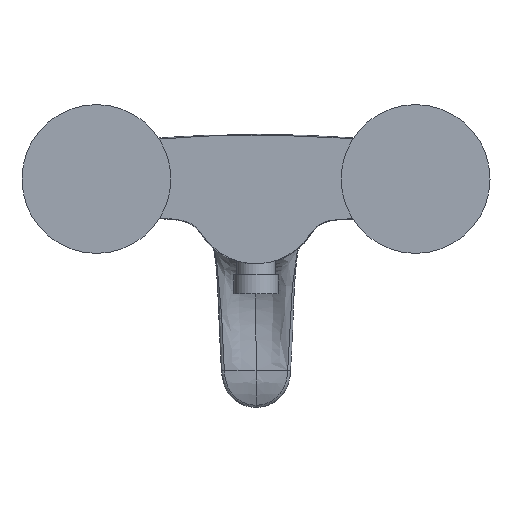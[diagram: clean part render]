
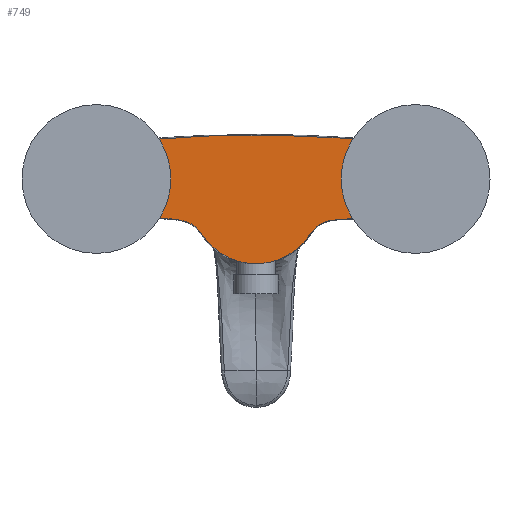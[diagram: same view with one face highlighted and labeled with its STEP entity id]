
A CAD part, left-side view. The second image highlights one B-rep face of the part: STEP entity #749.
In plain terms, the highlighted planar face has unit normal (-1, 0, 0).
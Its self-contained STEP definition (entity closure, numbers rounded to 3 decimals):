
#40=B_SPLINE_CURVE_WITH_KNOTS('',3,(#2362,#2363,#2364,#2365,#2366,#2367,
#2368,#2369,#2370,#2371,#2372,#2373,#2374,#2375,#2376,#2377,#2378,#2379,
#2380,#2381,#2382,#2383,#2384,#2385,#2386,#2387,#2388,#2389,#2390,#2391,
#2392,#2393,#2394,#2395,#2396,#2397,#2398,#2399,#2400,#2401,#2402,#2403,
#2404,#2405,#2406,#2407,#2408,#2409,#2410,#2411,#2412,#2413,#2414,#2415,
#2416,#2417,#2418,#2419,#2420,#2421,#2422,#2423,#2424,#2425,#2426,#2427,
#2428,#2429,#2430,#2431,#2432,#2433,#2434,#2435,#2436,#2437,#2438,#2439,
#2440,#2441,#2442,#2443,#2444,#2445,#2446,#2447,#2448,#2449,#2450,#2451,
#2452),.UNSPECIFIED.,.T.,.F.,(1,1,1,1,1,1,1,1,1,1,1,1,1,1,1,1,1,1,1,1,1,
1,1,1,1,1,1,1,1,1,1,1,1,1,1,1,1,1,1,1,1,1,1,1,1,1,1,1,1,1,1,1,1,1,1,1,1,
1,1,1,1,1,1,1,1,1,1,1,1,1,1,1,1,1,1,1,1,1,1,1,1,1,1,1,1,1,1,1,1,1,1,1,1,
1,1),(-0.006,-0.003,-0.002,0.,
0.002,0.003,0.006,0.009,
0.013,0.019,0.025,0.031,
0.038,0.044,0.047,0.05,
0.053,0.056,0.06,0.063,
0.066,0.069,0.072,0.075,
0.081,0.088,0.091,0.094,
0.097,0.1,0.103,0.107,
0.113,0.116,0.119,0.122,
0.125,0.127,0.128,0.132,0.135,
0.138,0.144,0.15,0.157,
0.163,0.169,0.172,0.175,
0.179,0.182,0.185,0.188,
0.194,0.2,0.204,0.207,
0.21,0.213,0.215,0.216,
0.219,0.222,0.226,0.232,0.238,
0.244,0.251,0.263,0.276,
0.288,0.301,0.313,0.326,
0.338,0.345,0.351,0.357,
0.36,0.363,0.367,0.37,
0.373,0.376,0.382,0.385,
0.388,0.392,0.395,0.398,
0.399,0.401,0.403,0.404,
0.407),.UNSPECIFIED.);
#296=ORIENTED_EDGE('',*,*,#422,.T.);
#422=EDGE_CURVE('',#505,#505,#40,.T.);
#505=VERTEX_POINT('',#2453);
#596=EDGE_LOOP('',(#296));
#663=FACE_BOUND('',#596,.T.);
#716=PLANE('',#1034);
#749=ADVANCED_FACE('',(#663),#716,.F.);
#1034=AXIS2_PLACEMENT_3D('',#2483,#1172,#1173);
#1172=DIRECTION('',(1.,0.,0.));
#1173=DIRECTION('',(0.,0.,-1.));
#2362=CARTESIAN_POINT('',(-13.,85.039,-11.191));
#2363=CARTESIAN_POINT('',(-13.,83.786,-12.341));
#2364=CARTESIAN_POINT('',(-13.,82.539,-13.267));
#2365=CARTESIAN_POINT('',(-13.,80.746,-14.35));
#2366=CARTESIAN_POINT('',(-13.,78.285,-15.345));
#2367=CARTESIAN_POINT('',(-13.,75.225,-15.989));
#2368=CARTESIAN_POINT('',(-13.,71.107,-16.522));
#2369=CARTESIAN_POINT('',(-13.,65.944,-17.097));
#2370=CARTESIAN_POINT('',(-13.,59.734,-17.697));
#2371=CARTESIAN_POINT('',(-13.,53.51,-18.098));
#2372=CARTESIAN_POINT('',(-13.,47.278,-18.351));
#2373=CARTESIAN_POINT('',(-13.,42.083,-18.548));
#2374=CARTESIAN_POINT('',(-13.,37.944,-18.902));
#2375=CARTESIAN_POINT('',(-13.,34.854,-19.381));
#2376=CARTESIAN_POINT('',(-13.,31.86,-20.248));
#2377=CARTESIAN_POINT('',(-13.,29.116,-21.775));
#2378=CARTESIAN_POINT('',(-13.,26.896,-24.));
#2379=CARTESIAN_POINT('',(-13.,25.081,-26.609));
#2380=CARTESIAN_POINT('',(-13.,23.168,-29.125));
#2381=CARTESIAN_POINT('',(-13.,21.004,-31.404));
#2382=CARTESIAN_POINT('',(-13.,18.629,-33.471));
#2383=CARTESIAN_POINT('',(-13.,15.105,-35.934));
#2384=CARTESIAN_POINT('',(-13.,10.337,-38.251));
#2385=CARTESIAN_POINT('',(-13.,5.093,-39.534));
#2386=CARTESIAN_POINT('',(-13.,0.877,-39.876));
#2387=CARTESIAN_POINT('',(-13.,-2.323,-39.801));
#2388=CARTESIAN_POINT('',(-13.,-5.516,-39.383));
#2389=CARTESIAN_POINT('',(-13.,-8.601,-38.641));
#2390=CARTESIAN_POINT('',(-13.,-11.607,-37.576));
#2391=CARTESIAN_POINT('',(-13.,-15.486,-35.712));
#2392=CARTESIAN_POINT('',(-13.,-18.958,-33.303));
#2393=CARTESIAN_POINT('',(-13.,-22.072,-30.333));
#2394=CARTESIAN_POINT('',(-13.,-24.166,-27.904));
#2395=CARTESIAN_POINT('',(-13.,-25.993,-25.239));
#2396=CARTESIAN_POINT('',(-13.,-27.67,-23.155));
#2397=CARTESIAN_POINT('',(-13.,-29.336,-21.746));
#2398=CARTESIAN_POINT('',(-13.,-31.141,-20.61));
#2399=CARTESIAN_POINT('',(-13.,-33.688,-19.647));
#2400=CARTESIAN_POINT('',(-13.,-36.828,-19.041));
#2401=CARTESIAN_POINT('',(-13.,-41.069,-18.598));
#2402=CARTESIAN_POINT('',(-13.,-46.419,-18.38));
#2403=CARTESIAN_POINT('',(-13.,-52.831,-18.133));
#2404=CARTESIAN_POINT('',(-13.,-59.24,-17.738));
#2405=CARTESIAN_POINT('',(-13.,-65.63,-17.133));
#2406=CARTESIAN_POINT('',(-13.,-70.947,-16.54));
#2407=CARTESIAN_POINT('',(-13.,-75.19,-15.996));
#2408=CARTESIAN_POINT('',(-13.,-78.315,-15.343));
#2409=CARTESIAN_POINT('',(-13.,-81.354,-14.093));
#2410=CARTESIAN_POINT('',(-13.,-84.02,-12.251));
#2411=CARTESIAN_POINT('',(-13.,-86.285,-9.884));
#2412=CARTESIAN_POINT('',(-13.,-88.588,-6.196));
#2413=CARTESIAN_POINT('',(-13.,-89.988,-0.848));
#2414=CARTESIAN_POINT('',(-13.,-89.169,4.597));
#2415=CARTESIAN_POINT('',(-13.,-87.266,8.521));
#2416=CARTESIAN_POINT('',(-13.,-85.295,11.096));
#2417=CARTESIAN_POINT('',(-13.,-82.804,13.244));
#2418=CARTESIAN_POINT('',(-13.,-80.452,14.55));
#2419=CARTESIAN_POINT('',(-13.,-78.394,15.299));
#2420=CARTESIAN_POINT('',(-13.,-76.316,15.824));
#2421=CARTESIAN_POINT('',(-13.,-73.685,16.276));
#2422=CARTESIAN_POINT('',(-13.,-70.502,16.626));
#2423=CARTESIAN_POINT('',(-13.,-66.262,17.114));
#2424=CARTESIAN_POINT('',(-13.,-60.952,17.667));
#2425=CARTESIAN_POINT('',(-13.,-54.573,18.266));
#2426=CARTESIAN_POINT('',(-13.,-48.192,18.794));
#2427=CARTESIAN_POINT('',(-13.,-39.682,19.409));
#2428=CARTESIAN_POINT('',(-13.,-29.039,20.009));
#2429=CARTESIAN_POINT('',(-13.,-16.259,20.469));
#2430=CARTESIAN_POINT('',(-13.,-3.471,20.67));
#2431=CARTESIAN_POINT('',(-13.,9.323,20.61));
#2432=CARTESIAN_POINT('',(-13.,22.13,20.29));
#2433=CARTESIAN_POINT('',(-13.,34.929,19.71));
#2434=CARTESIAN_POINT('',(-13.,45.578,19.006));
#2435=CARTESIAN_POINT('',(-13.,54.088,18.308));
#2436=CARTESIAN_POINT('',(-13.,60.467,17.714));
#2437=CARTESIAN_POINT('',(-13.,65.778,17.167));
#2438=CARTESIAN_POINT('',(-13.,70.018,16.682));
#2439=CARTESIAN_POINT('',(-13.,73.199,16.332));
#2440=CARTESIAN_POINT('',(-13.,76.358,15.836));
#2441=CARTESIAN_POINT('',(-13.,79.455,15.032));
#2442=CARTESIAN_POINT('',(-13.,82.452,13.489));
#2443=CARTESIAN_POINT('',(-13.,85.877,10.69));
#2444=CARTESIAN_POINT('',(-13.,88.336,6.858));
#2445=CARTESIAN_POINT('',(-13.,89.476,2.584));
#2446=CARTESIAN_POINT('',(-13.,89.665,-0.765));
#2447=CARTESIAN_POINT('',(-13.,89.154,-4.055));
#2448=CARTESIAN_POINT('',(-13.,87.992,-7.173));
#2449=CARTESIAN_POINT('',(-13.,86.491,-9.538));
#2450=CARTESIAN_POINT('',(-13.,85.039,-11.191));
#2451=CARTESIAN_POINT('',(-13.,83.786,-12.341));
#2452=CARTESIAN_POINT('',(-13.,82.539,-13.267));
#2453=CARTESIAN_POINT('',(-13.,83.787,-12.303));
#2483=CARTESIAN_POINT('',(-13.,0.,-39.729));
